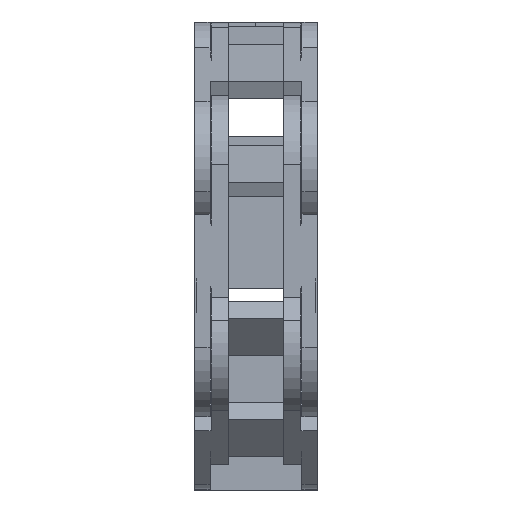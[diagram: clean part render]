
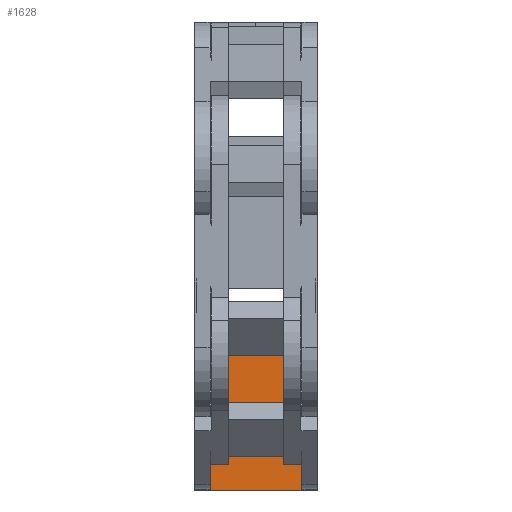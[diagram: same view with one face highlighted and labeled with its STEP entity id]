
A CAD part, left-side view. The second image highlights one B-rep face of the part: STEP entity #1628.
In plain terms, the highlighted planar face has unit normal (-1, 0, 0).
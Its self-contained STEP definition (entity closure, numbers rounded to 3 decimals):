
#1628=ADVANCED_FACE('',(#3244),#3245,.F.);
#3244=FACE_OUTER_BOUND('',#4865,.T.);
#3245=PLANE('',#4866);
#4865=EDGE_LOOP('',(#9251,#9252,#9253,#9254));
#4866=AXIS2_PLACEMENT_3D('',#9255,#9256,#9257);
#9251=ORIENTED_EDGE('',*,*,#11434,.T.);
#9252=ORIENTED_EDGE('',*,*,#11435,.F.);
#9253=ORIENTED_EDGE('',*,*,#11436,.F.);
#9254=ORIENTED_EDGE('',*,*,#11437,.F.);
#9255=CARTESIAN_POINT('',(-920.0,3.0,0.0));
#9256=DIRECTION('',(1.0,0.0,0.0));
#9257=DIRECTION('',(0.0,1.0,0.0));
#11434=EDGE_CURVE('',#14099,#14100,#14101,.T.);
#11435=EDGE_CURVE('',#14102,#14100,#14103,.T.);
#11436=EDGE_CURVE('',#14104,#14102,#14105,.T.);
#11437=EDGE_CURVE('',#14099,#14104,#14106,.T.);
#14099=VERTEX_POINT('',#17704);
#14100=VERTEX_POINT('',#17705);
#14101=LINE('',#17706,#17707);
#14102=VERTEX_POINT('',#17708);
#14103=LINE('',#17709,#17710);
#14104=VERTEX_POINT('',#17711);
#14105=LINE('',#17712,#17713);
#14106=LINE('',#17714,#17715);
#17704=CARTESIAN_POINT('',(-920.0,-3.7,7.5));
#17705=CARTESIAN_POINT('',(-920.0,9.7,7.5));
#17706=CARTESIAN_POINT('',(-920.0,3.0,7.5));
#17707=VECTOR('',#19949,1.0);
#17708=CARTESIAN_POINT('',(-920.0,9.7,-7.5));
#17709=CARTESIAN_POINT('',(-920.0,9.7,0.0));
#17710=VECTOR('',#19950,1.0);
#17711=CARTESIAN_POINT('',(-920.0,-3.7,-7.5));
#17712=CARTESIAN_POINT('',(-920.0,3.0,-7.5));
#17713=VECTOR('',#19951,1.0);
#17714=CARTESIAN_POINT('',(-920.0,-3.7,0.0));
#17715=VECTOR('',#19952,1.0);
#19949=DIRECTION('',(0.0,1.0,0.0));
#19950=DIRECTION('',(0.0,0.0,1.0));
#19951=DIRECTION('',(0.0,1.0,0.0));
#19952=DIRECTION('',(0.0,0.0,-1.0));
